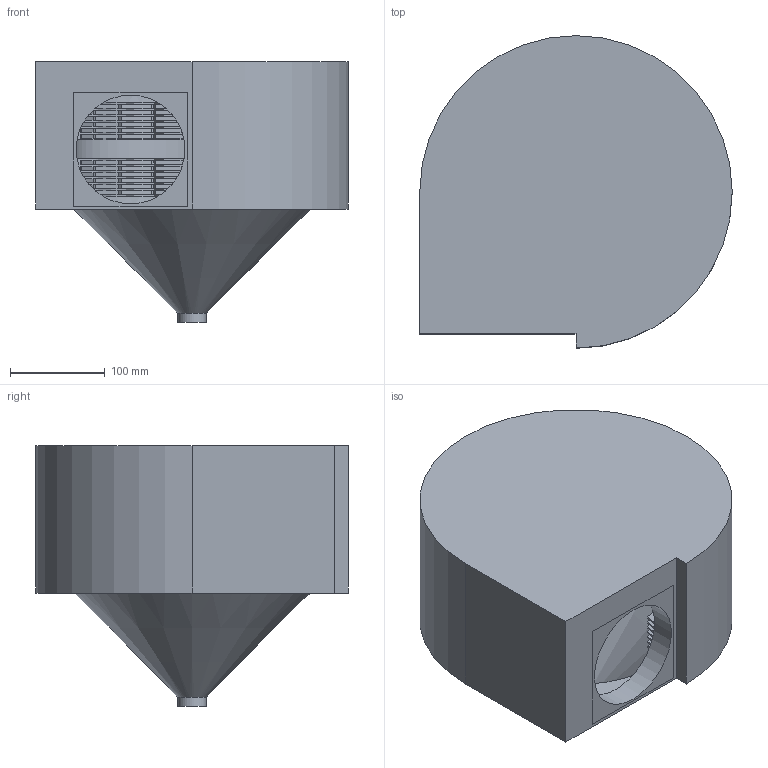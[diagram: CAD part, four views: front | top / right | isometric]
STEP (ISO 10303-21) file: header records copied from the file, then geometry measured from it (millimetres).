
FILE_DESCRIPTION(/* description */ (''),/* implementation_level */ '2;1');
FILE_NAME(/* name */ 'Peltier Condenser v7.step',/* time_stamp */ '2020-09-05T15:06:26+08:00',/* author */ (''),/* organization */ (''),/* preprocessor_version */ 'ST-DEVELOPER v18.1',/* originating_system */ 'Autodesk Translation Framework v9.3.0.1241',/* authorisation */ '');
FILE_SCHEMA (('AUTOMOTIVE_DESIGN { 1 0 10303 214 3 1 1 }'));
Length unit declared in the file: millimetre
Products named in the file (34): Peltier Condenser; Peltier; Fan; Frame; Peltier_1; Peltier_2; Peltier_3; Peltier_4; Peltier_5; Peltier_6; Peltier_7; Peltier_8; Peltier_9; Peltier_10; Peltier_11; Peltier_12; Peltier_13; Peltier_14; Peltier_15; Peltier_16; Peltier_17; Peltier_18; Peltier_19; Peltier_20; Peltier_21; Peltier_22; Peltier_23; Peltier_24; Peltier_25; Peltier_26; Peltier_27; Cold Fins; Module; Warm Fins
Assembly tree (114 placements, depth 3):
  Peltier Condenser
    Peltier
      Cold Fins
      Module
      Warm Fins
    Fan
    Frame
    Peltier_1
      Cold Fins
      Module
      Warm Fins
    Peltier_2
      Cold Fins
      Module
      Warm Fins
    Peltier_3
      Cold Fins
      Module
      Warm Fins
    Peltier_4
      Cold Fins
      Module
      Warm Fins
    Peltier_5
      Cold Fins
      Module
      Warm Fins
    Peltier_6
      Cold Fins
      Module
      Warm Fins
    Peltier_7
      Cold Fins
      Module
      Warm Fins
    Peltier_8
      Cold Fins
      Module
      Warm Fins
    Peltier_9
      Cold Fins
      Module
      Warm Fins
    Peltier_10
      Cold Fins
      Module
      Warm Fins
    Peltier_11
      Cold Fins
      Module
      Warm Fins
    Peltier_12
      Cold Fins
      Module
      Warm Fins
    Peltier_13
      Cold Fins
      Module
      Warm Fins
    Peltier_14
Bounding box: 330.4 x 330.4 x 276 mm (x, y, z)
Volume: 3006286.3 mm3; surface area: 1646515.4 mm2
Topology: 86 solids, 86 shells, 2023 faces, 5537 edges, 3685 vertices
Faces by surface type: plane 2014, cylinder 7, cone 2
Full cylindrical faces by diameter (mm): 24 x1, 30 x1, 86.25 x1, 115 x1
Entity records: 9213 total; most frequent: DIRECTION 1541, CARTESIAN_POINT 1511, ORIENTED_EDGE 1354, EDGE_CURVE 677, LINE 591, VECTOR 591, AXIS2_PLACEMENT_3D 475, VERTEX_POINT 445
